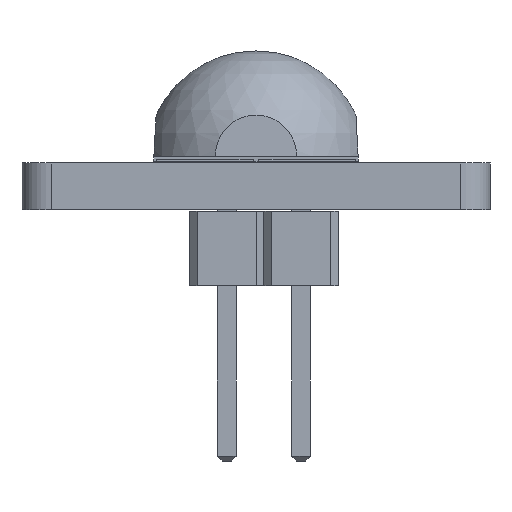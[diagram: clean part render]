
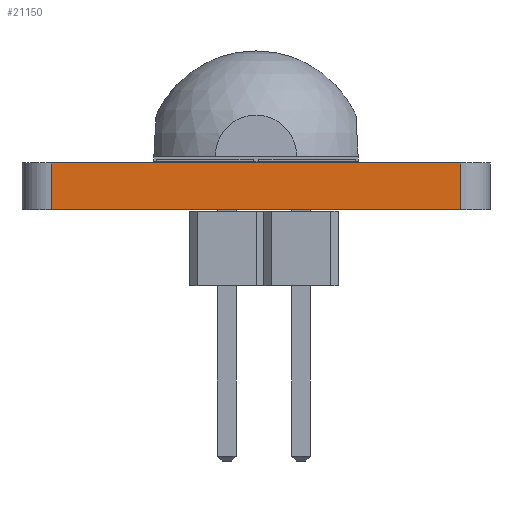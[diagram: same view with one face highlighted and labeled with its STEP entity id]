
A CAD part, left-side view. The second image highlights one B-rep face of the part: STEP entity #21150.
In plain terms, the highlighted planar face has unit normal (-1, 0, 0).
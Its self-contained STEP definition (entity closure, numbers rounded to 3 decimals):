
#20279 = PLANE('',#20280);
#20280 = AXIS2_PLACEMENT_3D('',#20281,#20282,#20283);
#20281 = CARTESIAN_POINT('',(119.5,-59.,1.6));
#20282 = DIRECTION('',(0.,0.,1.));
#20283 = DIRECTION('',(1.,0.,0.));
#20333 = PLANE('',#20334);
#20334 = AXIS2_PLACEMENT_3D('',#20335,#20336,#20337);
#20335 = CARTESIAN_POINT('',(119.5,-59.,0.));
#20336 = DIRECTION('',(0.,0.,1.));
#20337 = DIRECTION('',(1.,0.,0.));
#20530 = VERTEX_POINT('',#20531);
#20531 = CARTESIAN_POINT('',(99.5,-52.,0.));
#20546 = CYLINDRICAL_SURFACE('',#20547,1.);
#20547 = AXIS2_PLACEMENT_3D('',#20548,#20549,#20550);
#20548 = CARTESIAN_POINT('',(100.5,-52.,0.));
#20549 = DIRECTION('',(0.,0.,-1.));
#20550 = DIRECTION('',(1.,0.,0.));
#20558 = EDGE_CURVE('',#20530,#20559,#20561,.T.);
#20559 = VERTEX_POINT('',#20560);
#20560 = CARTESIAN_POINT('',(99.5,-66.,0.));
#20561 = SURFACE_CURVE('',#20562,(#20566,#20573),.PCURVE_S1.);
#20562 = LINE('',#20563,#20564);
#20563 = CARTESIAN_POINT('',(99.5,-52.,0.));
#20564 = VECTOR('',#20565,1.);
#20565 = DIRECTION('',(0.,-1.,0.));
#20566 = PCURVE('',#20333,#20567);
#20567 = DEFINITIONAL_REPRESENTATION('',(#20568),#20572);
#20568 = LINE('',#20569,#20570);
#20569 = CARTESIAN_POINT('',(-20.,7.));
#20570 = VECTOR('',#20571,1.);
#20571 = DIRECTION('',(0.,-1.));
#20572 = ( GEOMETRIC_REPRESENTATION_CONTEXT(2) 
PARAMETRIC_REPRESENTATION_CONTEXT() REPRESENTATION_CONTEXT('2D SPACE',''
  ) );
#20573 = PCURVE('',#20574,#20579);
#20574 = PLANE('',#20575);
#20575 = AXIS2_PLACEMENT_3D('',#20576,#20577,#20578);
#20576 = CARTESIAN_POINT('',(99.5,-52.,0.));
#20577 = DIRECTION('',(1.,0.,0.));
#20578 = DIRECTION('',(0.,-1.,0.));
#20579 = DEFINITIONAL_REPRESENTATION('',(#20580),#20584);
#20580 = LINE('',#20581,#20582);
#20581 = CARTESIAN_POINT('',(0.,0.));
#20582 = VECTOR('',#20583,1.);
#20583 = DIRECTION('',(1.,0.));
#20584 = ( GEOMETRIC_REPRESENTATION_CONTEXT(2) 
PARAMETRIC_REPRESENTATION_CONTEXT() REPRESENTATION_CONTEXT('2D SPACE',''
  ) );
#20603 = CYLINDRICAL_SURFACE('',#20604,1.);
#20604 = AXIS2_PLACEMENT_3D('',#20605,#20606,#20607);
#20605 = CARTESIAN_POINT('',(100.5,-66.,0.));
#20606 = DIRECTION('',(0.,0.,-1.));
#20607 = DIRECTION('',(1.,0.,0.));
#20821 = VERTEX_POINT('',#20822);
#20822 = CARTESIAN_POINT('',(99.5,-52.,1.6));
#20844 = EDGE_CURVE('',#20821,#20845,#20847,.T.);
#20845 = VERTEX_POINT('',#20846);
#20846 = CARTESIAN_POINT('',(99.5,-66.,1.6));
#20847 = SURFACE_CURVE('',#20848,(#20852,#20859),.PCURVE_S1.);
#20848 = LINE('',#20849,#20850);
#20849 = CARTESIAN_POINT('',(99.5,-52.,1.6));
#20850 = VECTOR('',#20851,1.);
#20851 = DIRECTION('',(0.,-1.,0.));
#20852 = PCURVE('',#20279,#20853);
#20853 = DEFINITIONAL_REPRESENTATION('',(#20854),#20858);
#20854 = LINE('',#20855,#20856);
#20855 = CARTESIAN_POINT('',(-20.,7.));
#20856 = VECTOR('',#20857,1.);
#20857 = DIRECTION('',(0.,-1.));
#20858 = ( GEOMETRIC_REPRESENTATION_CONTEXT(2) 
PARAMETRIC_REPRESENTATION_CONTEXT() REPRESENTATION_CONTEXT('2D SPACE',''
  ) );
#20859 = PCURVE('',#20574,#20860);
#20860 = DEFINITIONAL_REPRESENTATION('',(#20861),#20865);
#20861 = LINE('',#20862,#20863);
#20862 = CARTESIAN_POINT('',(0.,-1.6));
#20863 = VECTOR('',#20864,1.);
#20864 = DIRECTION('',(1.,0.));
#20865 = ( GEOMETRIC_REPRESENTATION_CONTEXT(2) 
PARAMETRIC_REPRESENTATION_CONTEXT() REPRESENTATION_CONTEXT('2D SPACE',''
  ) );
#21100 = EDGE_CURVE('',#20559,#20845,#21101,.T.);
#21101 = SURFACE_CURVE('',#21102,(#21106,#21113),.PCURVE_S1.);
#21102 = LINE('',#21103,#21104);
#21103 = CARTESIAN_POINT('',(99.5,-66.,0.));
#21104 = VECTOR('',#21105,1.);
#21105 = DIRECTION('',(0.,0.,1.));
#21106 = PCURVE('',#20603,#21107);
#21107 = DEFINITIONAL_REPRESENTATION('',(#21108),#21112);
#21108 = LINE('',#21109,#21110);
#21109 = CARTESIAN_POINT('',(-3.142,0.));
#21110 = VECTOR('',#21111,1.);
#21111 = DIRECTION('',(0.,-1.));
#21112 = ( GEOMETRIC_REPRESENTATION_CONTEXT(2) 
PARAMETRIC_REPRESENTATION_CONTEXT() REPRESENTATION_CONTEXT('2D SPACE',''
  ) );
#21113 = PCURVE('',#20574,#21114);
#21114 = DEFINITIONAL_REPRESENTATION('',(#21115),#21119);
#21115 = LINE('',#21116,#21117);
#21116 = CARTESIAN_POINT('',(14.,0.));
#21117 = VECTOR('',#21118,1.);
#21118 = DIRECTION('',(0.,-1.));
#21119 = ( GEOMETRIC_REPRESENTATION_CONTEXT(2) 
PARAMETRIC_REPRESENTATION_CONTEXT() REPRESENTATION_CONTEXT('2D SPACE',''
  ) );
#21129 = EDGE_CURVE('',#20530,#20821,#21130,.T.);
#21130 = SURFACE_CURVE('',#21131,(#21135,#21142),.PCURVE_S1.);
#21131 = LINE('',#21132,#21133);
#21132 = CARTESIAN_POINT('',(99.5,-52.,0.));
#21133 = VECTOR('',#21134,1.);
#21134 = DIRECTION('',(0.,0.,1.));
#21135 = PCURVE('',#20546,#21136);
#21136 = DEFINITIONAL_REPRESENTATION('',(#21137),#21141);
#21137 = LINE('',#21138,#21139);
#21138 = CARTESIAN_POINT('',(-3.142,0.));
#21139 = VECTOR('',#21140,1.);
#21140 = DIRECTION('',(0.,-1.));
#21141 = ( GEOMETRIC_REPRESENTATION_CONTEXT(2) 
PARAMETRIC_REPRESENTATION_CONTEXT() REPRESENTATION_CONTEXT('2D SPACE',''
  ) );
#21142 = PCURVE('',#20574,#21143);
#21143 = DEFINITIONAL_REPRESENTATION('',(#21144),#21148);
#21144 = LINE('',#21145,#21146);
#21145 = CARTESIAN_POINT('',(0.,0.));
#21146 = VECTOR('',#21147,1.);
#21147 = DIRECTION('',(0.,-1.));
#21148 = ( GEOMETRIC_REPRESENTATION_CONTEXT(2) 
PARAMETRIC_REPRESENTATION_CONTEXT() REPRESENTATION_CONTEXT('2D SPACE',''
  ) );
#21150 = ADVANCED_FACE('',(#21151),#20574,.F.);
#21151 = FACE_BOUND('',#21152,.F.);
#21152 = EDGE_LOOP('',(#21153,#21154,#21155,#21156));
#21153 = ORIENTED_EDGE('',*,*,#21129,.T.);
#21154 = ORIENTED_EDGE('',*,*,#20844,.T.);
#21155 = ORIENTED_EDGE('',*,*,#21100,.F.);
#21156 = ORIENTED_EDGE('',*,*,#20558,.F.);
